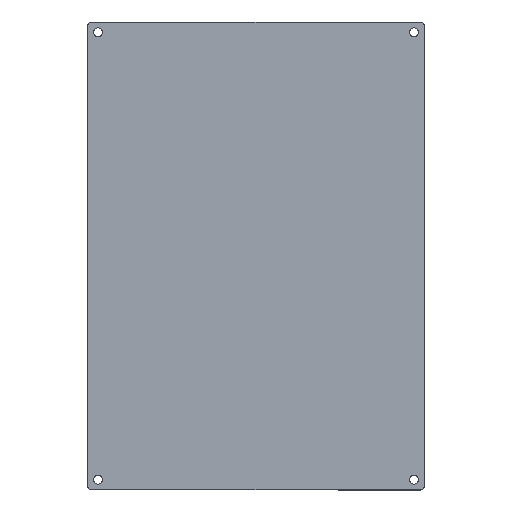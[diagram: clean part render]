
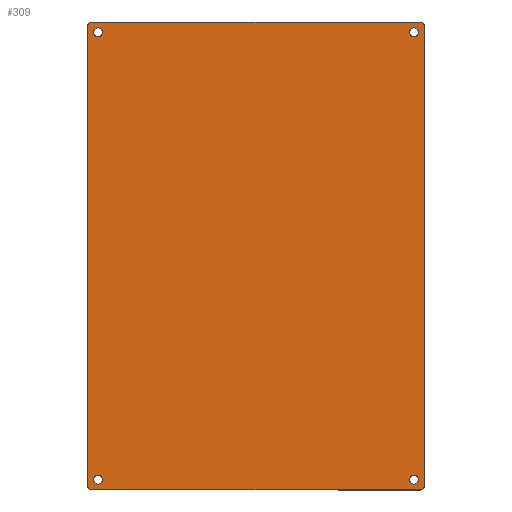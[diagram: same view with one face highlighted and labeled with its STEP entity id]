
A CAD part, top view. The second image highlights one B-rep face of the part: STEP entity #309.
In plain terms, the highlighted planar face has unit normal (0, 0, 1).
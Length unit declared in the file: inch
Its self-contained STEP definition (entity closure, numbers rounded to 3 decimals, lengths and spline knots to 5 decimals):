
#3 = EDGE_LOOP ( 'NONE', ( #154, #600 ) ) ;
#5 = CARTESIAN_POINT ( 'NONE',  ( 5., 7.125, 0.072 ) ) ;
#8 = CIRCLE ( 'NONE', #393, 0.1325 ) ;
#14 = CARTESIAN_POINT ( 'NONE',  ( 5., -7.125, 0.072 ) ) ;
#16 = EDGE_CURVE ( 'NONE', #293, #161, #46, .T. ) ;
#23 = CARTESIAN_POINT ( 'NONE',  ( -4.812, 6.813, 0.072 ) ) ;
#25 = DIRECTION ( 'NONE',  ( 0., 0., 1. ) ) ;
#26 = EDGE_CURVE ( 'NONE', #145, #221, #478, .T. ) ;
#27 = DIRECTION ( 'NONE',  ( 0., 0., -1. ) ) ;
#29 = VECTOR ( 'NONE', #595, 39.37008 ) ;
#33 = CARTESIAN_POINT ( 'NONE',  ( -5., -7.125, 0.072 ) ) ;
#37 = DIRECTION ( 'NONE',  ( 1., 0., 0. ) ) ;
#45 = EDGE_CURVE ( 'NONE', #146, #120, #614, .T. ) ;
#46 = CIRCLE ( 'NONE', #540, 0.125 ) ;
#55 = VERTEX_POINT ( 'NONE', #289 ) ;
#65 = AXIS2_PLACEMENT_3D ( 'NONE', #185, #599, #495 ) ;
#71 = DIRECTION ( 'NONE',  ( 0., 0., -1. ) ) ;
#78 = ORIENTED_EDGE ( 'NONE', *, *, #234, .T. ) ;
#79 = CARTESIAN_POINT ( 'NONE',  ( -5.125, -7., 0.072 ) ) ;
#82 = DIRECTION ( 'NONE',  ( -1., 0., 0. ) ) ;
#83 = DIRECTION ( 'NONE',  ( 1., 0., 0. ) ) ;
#93 = DIRECTION ( 'NONE',  ( -1., 0., 0. ) ) ;
#95 = CARTESIAN_POINT ( 'NONE',  ( -4.6795, 6.813, 0.072 ) ) ;
#96 = EDGE_CURVE ( 'NONE', #221, #145, #8, .T. ) ;
#98 = EDGE_CURVE ( 'NONE', #505, #55, #430, .T. ) ;
#104 = CARTESIAN_POINT ( 'NONE',  ( 4.9455, -6.812, 0.072 ) ) ;
#108 = AXIS2_PLACEMENT_3D ( 'NONE', #510, #152, #361 ) ;
#109 = CARTESIAN_POINT ( 'NONE',  ( 5.125, -7., 0.072 ) ) ;
#120 = VERTEX_POINT ( 'NONE', #344 ) ;
#123 = AXIS2_PLACEMENT_3D ( 'NONE', #542, #635, #295 ) ;
#129 = EDGE_CURVE ( 'NONE', #321, #293, #193, .T. ) ;
#132 = DIRECTION ( 'NONE',  ( 0., 0., 1. ) ) ;
#133 = DIRECTION ( 'NONE',  ( -1., 0., 0. ) ) ;
#134 = CIRCLE ( 'NONE', #464, 0.125 ) ;
#136 = FACE_BOUND ( 'NONE', #3, .T. ) ;
#142 = EDGE_CURVE ( 'NONE', #161, #146, #378, .T. ) ;
#144 = CARTESIAN_POINT ( 'NONE',  ( 4.813, 6.813, 0.072 ) ) ;
#145 = VERTEX_POINT ( 'NONE', #551 ) ;
#146 = VERTEX_POINT ( 'NONE', #353 ) ;
#152 = DIRECTION ( 'NONE',  ( 0., 0., 1. ) ) ;
#154 = ORIENTED_EDGE ( 'NONE', *, *, #96, .T. ) ;
#159 = CARTESIAN_POINT ( 'NONE',  ( -4.6795, -6.812, 0.072 ) ) ;
#161 = VERTEX_POINT ( 'NONE', #601 ) ;
#162 = ORIENTED_EDGE ( 'NONE', *, *, #375, .T. ) ;
#171 = DIRECTION ( 'NONE',  ( 0., 0., 1. ) ) ;
#179 = FACE_OUTER_BOUND ( 'NONE', #183, .T. ) ;
#183 = EDGE_LOOP ( 'NONE', ( #408, #269, #622, #607, #78, #244, #314, #477 ) ) ;
#185 = CARTESIAN_POINT ( 'NONE',  ( -4.812, -6.812, 0.072 ) ) ;
#193 = LINE ( 'NONE', #238, #29 ) ;
#194 = CARTESIAN_POINT ( 'NONE',  ( 5., -7., 0.072 ) ) ;
#211 = ORIENTED_EDGE ( 'NONE', *, *, #547, .T. ) ;
#213 = AXIS2_PLACEMENT_3D ( 'NONE', #381, #71, #584 ) ;
#219 = EDGE_CURVE ( 'NONE', #55, #505, #240, .T. ) ;
#221 = VERTEX_POINT ( 'NONE', #95 ) ;
#222 = CARTESIAN_POINT ( 'NONE',  ( 5.125, -7., 0.072 ) ) ;
#226 = CIRCLE ( 'NONE', #213, 0.1325 ) ;
#229 = DIRECTION ( 'NONE',  ( 1., 0., 0. ) ) ;
#231 = CARTESIAN_POINT ( 'NONE',  ( 4.813, -6.812, 0.072 ) ) ;
#234 = EDGE_CURVE ( 'NONE', #356, #328, #589, .T. ) ;
#238 = CARTESIAN_POINT ( 'NONE',  ( -5., 7.125, 0.072 ) ) ;
#240 = CIRCLE ( 'NONE', #275, 0.1325 ) ;
#241 = EDGE_LOOP ( 'NONE', ( #431, #426 ) ) ;
#244 = ORIENTED_EDGE ( 'NONE', *, *, #390, .T. ) ;
#269 = ORIENTED_EDGE ( 'NONE', *, *, #142, .T. ) ;
#275 = AXIS2_PLACEMENT_3D ( 'NONE', #144, #412, #37 ) ;
#279 = DIRECTION ( 'NONE',  ( 0., 0., -1. ) ) ;
#288 = DIRECTION ( 'NONE',  ( 0., 0., -1. ) ) ;
#289 = CARTESIAN_POINT ( 'NONE',  ( 4.6805, 6.813, 0.072 ) ) ;
#291 = DIRECTION ( 'NONE',  ( 0., 0., -1. ) ) ;
#293 = VERTEX_POINT ( 'NONE', #307 ) ;
#295 = DIRECTION ( 'NONE',  ( 1., 0., 0. ) ) ;
#299 = VERTEX_POINT ( 'NONE', #611 ) ;
#306 = PLANE ( 'NONE',  #108 ) ;
#307 = CARTESIAN_POINT ( 'NONE',  ( -5., 7.125, 0.072 ) ) ;
#309 = ADVANCED_FACE ( 'NONE', ( #436, #179, #447, #496, #136 ), #306, .T. ) ;
#314 = ORIENTED_EDGE ( 'NONE', *, *, #557, .T. ) ;
#319 = VECTOR ( 'NONE', #546, 39.37008 ) ;
#321 = VERTEX_POINT ( 'NONE', #5 ) ;
#328 = VERTEX_POINT ( 'NONE', #109 ) ;
#329 = CARTESIAN_POINT ( 'NONE',  ( -5., 7., 0.072 ) ) ;
#330 = VERTEX_POINT ( 'NONE', #159 ) ;
#336 = CARTESIAN_POINT ( 'NONE',  ( -5., -7., 0.072 ) ) ;
#341 = VERTEX_POINT ( 'NONE', #104 ) ;
#344 = CARTESIAN_POINT ( 'NONE',  ( -5., -7.125, 0.072 ) ) ;
#346 = DIRECTION ( 'NONE',  ( 1., 0., 0. ) ) ;
#353 = CARTESIAN_POINT ( 'NONE',  ( -5.125, -7., 0.072 ) ) ;
#356 = VERTEX_POINT ( 'NONE', #14 ) ;
#360 = AXIS2_PLACEMENT_3D ( 'NONE', #336, #25, #441 ) ;
#361 = DIRECTION ( 'NONE',  ( 1., 0., 0. ) ) ;
#366 = EDGE_LOOP ( 'NONE', ( #211, #162 ) ) ;
#375 = EDGE_CURVE ( 'NONE', #379, #341, #226, .T. ) ;
#378 = LINE ( 'NONE', #79, #475 ) ;
#379 = VERTEX_POINT ( 'NONE', #527 ) ;
#381 = CARTESIAN_POINT ( 'NONE',  ( 4.813, -6.812, 0.072 ) ) ;
#390 = EDGE_CURVE ( 'NONE', #328, #299, #511, .T. ) ;
#392 = CIRCLE ( 'NONE', #65, 0.1325 ) ;
#393 = AXIS2_PLACEMENT_3D ( 'NONE', #23, #27, #229 ) ;
#408 = ORIENTED_EDGE ( 'NONE', *, *, #16, .T. ) ;
#412 = DIRECTION ( 'NONE',  ( 0., 0., -1. ) ) ;
#423 = VERTEX_POINT ( 'NONE', #484 ) ;
#426 = ORIENTED_EDGE ( 'NONE', *, *, #434, .T. ) ;
#428 = AXIS2_PLACEMENT_3D ( 'NONE', #194, #562, #93 ) ;
#429 = VECTOR ( 'NONE', #479, 39.37008 ) ;
#430 = CIRCLE ( 'NONE', #123, 0.1325 ) ;
#431 = ORIENTED_EDGE ( 'NONE', *, *, #517, .T. ) ;
#434 = EDGE_CURVE ( 'NONE', #423, #330, #461, .T. ) ;
#436 = FACE_BOUND ( 'NONE', #366, .T. ) ;
#441 = DIRECTION ( 'NONE',  ( -1., 0., 0. ) ) ;
#443 = DIRECTION ( 'NONE',  ( 0., -1., 0. ) ) ;
#447 = FACE_BOUND ( 'NONE', #241, .T. ) ;
#453 = CARTESIAN_POINT ( 'NONE',  ( 5., 7., 0.072 ) ) ;
#456 = ORIENTED_EDGE ( 'NONE', *, *, #98, .T. ) ;
#461 = CIRCLE ( 'NONE', #640, 0.1325 ) ;
#464 = AXIS2_PLACEMENT_3D ( 'NONE', #453, #132, #82 ) ;
#475 = VECTOR ( 'NONE', #443, 39.37008 ) ;
#477 = ORIENTED_EDGE ( 'NONE', *, *, #129, .T. ) ;
#478 = CIRCLE ( 'NONE', #610, 0.1325 ) ;
#479 = DIRECTION ( 'NONE',  ( 0., 1., 0. ) ) ;
#484 = CARTESIAN_POINT ( 'NONE',  ( -4.9445, -6.812, 0.072 ) ) ;
#495 = DIRECTION ( 'NONE',  ( 1., 0., 0. ) ) ;
#496 = FACE_BOUND ( 'NONE', #503, .T. ) ;
#503 = EDGE_LOOP ( 'NONE', ( #456, #617 ) ) ;
#505 = VERTEX_POINT ( 'NONE', #582 ) ;
#510 = CARTESIAN_POINT ( 'NONE',  ( -5., -7., 0.072 ) ) ;
#511 = LINE ( 'NONE', #222, #429 ) ;
#517 = EDGE_CURVE ( 'NONE', #330, #423, #392, .T. ) ;
#527 = CARTESIAN_POINT ( 'NONE',  ( 4.6805, -6.812, 0.072 ) ) ;
#540 = AXIS2_PLACEMENT_3D ( 'NONE', #329, #171, #133 ) ;
#542 = CARTESIAN_POINT ( 'NONE',  ( 4.813, 6.813, 0.072 ) ) ;
#546 = DIRECTION ( 'NONE',  ( 1., 0., 0. ) ) ;
#547 = EDGE_CURVE ( 'NONE', #341, #379, #625, .T. ) ;
#551 = CARTESIAN_POINT ( 'NONE',  ( -4.9445, 6.813, 0.072 ) ) ;
#557 = EDGE_CURVE ( 'NONE', #299, #321, #134, .T. ) ;
#562 = DIRECTION ( 'NONE',  ( 0., 0., 1. ) ) ;
#582 = CARTESIAN_POINT ( 'NONE',  ( 4.9455, 6.813, 0.072 ) ) ;
#584 = DIRECTION ( 'NONE',  ( 1., 0., 0. ) ) ;
#587 = LINE ( 'NONE', #33, #319 ) ;
#589 = CIRCLE ( 'NONE', #428, 0.125 ) ;
#595 = DIRECTION ( 'NONE',  ( -1., 0., 0. ) ) ;
#599 = DIRECTION ( 'NONE',  ( 0., 0., -1. ) ) ;
#600 = ORIENTED_EDGE ( 'NONE', *, *, #26, .T. ) ;
#601 = CARTESIAN_POINT ( 'NONE',  ( -5.125, 7., 0.072 ) ) ;
#604 = AXIS2_PLACEMENT_3D ( 'NONE', #231, #288, #83 ) ;
#607 = ORIENTED_EDGE ( 'NONE', *, *, #642, .T. ) ;
#610 = AXIS2_PLACEMENT_3D ( 'NONE', #633, #291, #346 ) ;
#611 = CARTESIAN_POINT ( 'NONE',  ( 5.125, 7., 0.072 ) ) ;
#614 = CIRCLE ( 'NONE', #360, 0.125 ) ;
#617 = ORIENTED_EDGE ( 'NONE', *, *, #219, .T. ) ;
#622 = ORIENTED_EDGE ( 'NONE', *, *, #45, .T. ) ;
#625 = CIRCLE ( 'NONE', #604, 0.1325 ) ;
#627 = DIRECTION ( 'NONE',  ( 1., 0., 0. ) ) ;
#628 = CARTESIAN_POINT ( 'NONE',  ( -4.812, -6.812, 0.072 ) ) ;
#633 = CARTESIAN_POINT ( 'NONE',  ( -4.812, 6.813, 0.072 ) ) ;
#635 = DIRECTION ( 'NONE',  ( 0., 0., -1. ) ) ;
#640 = AXIS2_PLACEMENT_3D ( 'NONE', #628, #279, #627 ) ;
#642 = EDGE_CURVE ( 'NONE', #120, #356, #587, .T. ) ;
